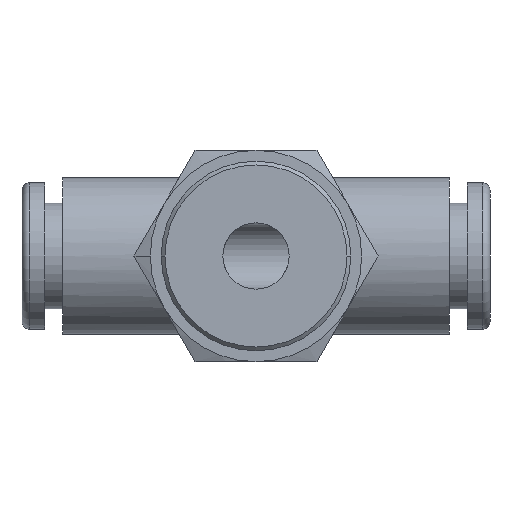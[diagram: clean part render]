
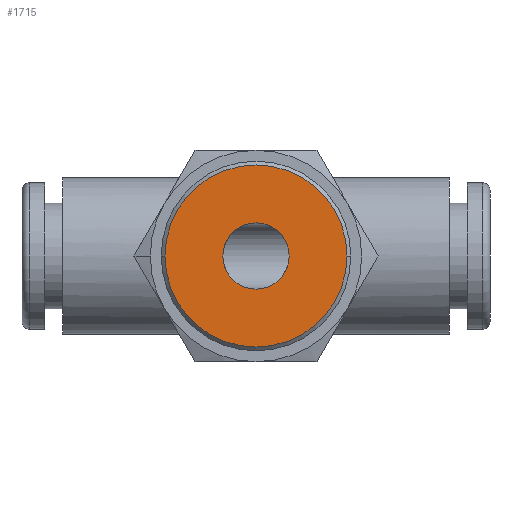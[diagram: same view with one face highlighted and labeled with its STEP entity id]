
A CAD part, front view. The second image highlights one B-rep face of the part: STEP entity #1715.
In plain terms, the highlighted planar face has unit normal (0, -1, 0).
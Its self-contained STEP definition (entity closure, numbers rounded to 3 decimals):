
#35 = DIRECTION ( 'NONE',  ( 1., 0., 0. ) ) ;
#190 = DIRECTION ( 'NONE',  ( 0., -1., 0. ) ) ;
#273 = CARTESIAN_POINT ( 'NONE',  ( -6.279, -20.3, 0. ) ) ;
#331 = CARTESIAN_POINT ( 'NONE',  ( 0., -20.3, -2.195 ) ) ;
#402 = DIRECTION ( 'NONE',  ( 0., 1., 0. ) ) ;
#503 = PLANE ( 'NONE',  #2745 ) ;
#531 = CARTESIAN_POINT ( 'NONE',  ( 6.029, -20.3, 0. ) ) ;
#642 = DIRECTION ( 'NONE',  ( 0., 1., 0. ) ) ;
#835 = CIRCLE ( 'NONE', #2817, 2.195 ) ;
#861 = ORIENTED_EDGE ( 'NONE', *, *, #1243, .T. ) ;
#974 = EDGE_LOOP ( 'NONE', ( #861, #2609 ) ) ;
#1126 = FACE_BOUND ( 'NONE', #974, .T. ) ;
#1243 = EDGE_CURVE ( 'NONE', #1307, #2176, #835, .T. ) ;
#1268 = FACE_OUTER_BOUND ( 'NONE', #1932, .T. ) ;
#1283 = DIRECTION ( 'NONE',  ( 0., 0., 1. ) ) ;
#1287 = DIRECTION ( 'NONE',  ( 0., 0., 1. ) ) ;
#1289 = CARTESIAN_POINT ( 'NONE',  ( 0., -20.3, 0. ) ) ;
#1303 = ORIENTED_EDGE ( 'NONE', *, *, #1978, .T. ) ;
#1307 = VERTEX_POINT ( 'NONE', #331 ) ;
#1432 = DIRECTION ( 'NONE',  ( 1., 0., 0. ) ) ;
#1485 = VERTEX_POINT ( 'NONE', #2544 ) ;
#1498 = CARTESIAN_POINT ( 'NONE',  ( 0., -20.3, 0. ) ) ;
#1562 = EDGE_CURVE ( 'NONE', #2176, #1307, #2699, .T. ) ;
#1715 = ADVANCED_FACE ( 'NONE', ( #1126, #1268 ), #503, .T. ) ;
#1799 = VERTEX_POINT ( 'NONE', #531 ) ;
#1932 = EDGE_LOOP ( 'NONE', ( #2044, #1303 ) ) ;
#1937 = DIRECTION ( 'NONE',  ( 0., -1., 0. ) ) ;
#1978 = EDGE_CURVE ( 'NONE', #1799, #1485, #2217, .T. ) ;
#1988 = AXIS2_PLACEMENT_3D ( 'NONE', #2379, #402, #1287 ) ;
#2010 = EDGE_CURVE ( 'NONE', #1485, #1799, #2213, .T. ) ;
#2044 = ORIENTED_EDGE ( 'NONE', *, *, #2010, .T. ) ;
#2176 = VERTEX_POINT ( 'NONE', #2228 ) ;
#2213 = CIRCLE ( 'NONE', #2696, 6.029 ) ;
#2217 = CIRCLE ( 'NONE', #2422, 6.029 ) ;
#2228 = CARTESIAN_POINT ( 'NONE',  ( 0., -20.3, 2.195 ) ) ;
#2379 = CARTESIAN_POINT ( 'NONE',  ( 0., -20.3, 0. ) ) ;
#2422 = AXIS2_PLACEMENT_3D ( 'NONE', #2654, #190, #35 ) ;
#2544 = CARTESIAN_POINT ( 'NONE',  ( -6.029, -20.3, 0. ) ) ;
#2602 = DIRECTION ( 'NONE',  ( 1., 0., 0. ) ) ;
#2609 = ORIENTED_EDGE ( 'NONE', *, *, #1562, .T. ) ;
#2654 = CARTESIAN_POINT ( 'NONE',  ( 0., -20.3, 0. ) ) ;
#2696 = AXIS2_PLACEMENT_3D ( 'NONE', #1289, #1937, #2602 ) ;
#2699 = CIRCLE ( 'NONE', #1988, 2.195 ) ;
#2702 = DIRECTION ( 'NONE',  ( 0., -1., 0. ) ) ;
#2745 = AXIS2_PLACEMENT_3D ( 'NONE', #273, #2702, #1432 ) ;
#2817 = AXIS2_PLACEMENT_3D ( 'NONE', #1498, #642, #1283 ) ;
